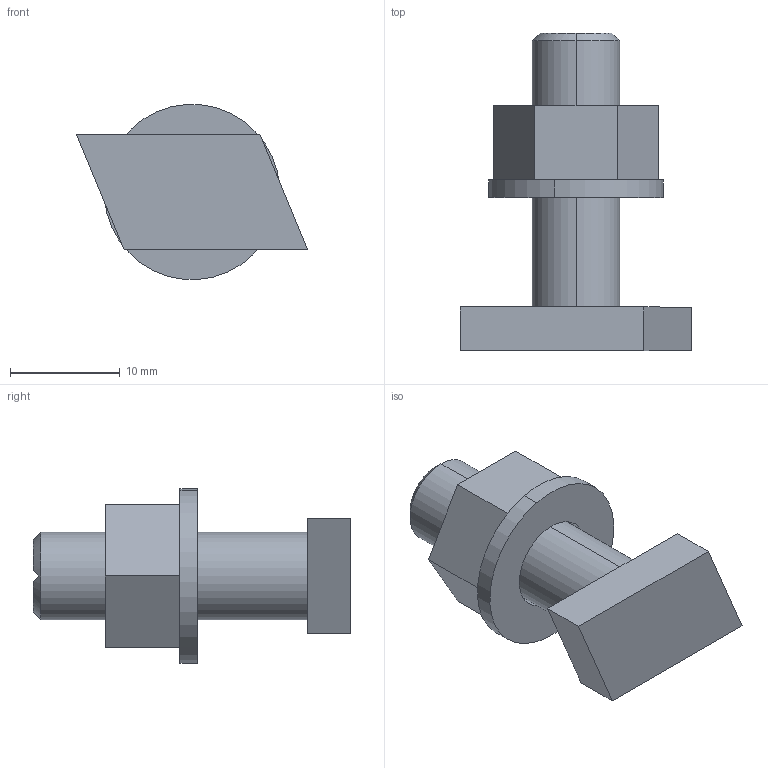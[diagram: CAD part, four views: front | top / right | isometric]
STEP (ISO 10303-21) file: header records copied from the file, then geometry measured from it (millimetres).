
FILE_DESCRIPTION (( 'STEP AP214' ), '1' );
FILE_NAME ('1148016.stp', '2017-04-07T07:17:35', ( '' ), ( '' ), 'SwSTEP 2.0', 'SolidWorks 2016', '' );
FILE_SCHEMA (( 'AUTOMOTIVE_DESIGN' ));
Length unit declared in the file: millimetre
Products named in the file (4): 018945_Washer ISO 7089 - 8; 104183_M8; 1148016; 018944_Hexagon Nut ISO - 4032 - M8 - D - N
Assembly tree (3 placements, depth 2):
  1148016
    104183_M8
    018944_Hexagon Nut ISO - 4032 - M8 - D - N
    018945_Washer ISO 7089 - 8
Bounding box: 21.1 x 29 x 15.96 mm (x, y, z)
Volume: 2934 mm3; surface area: 2282.3 mm2
Topology: 3 solids, 3 shells, 30 faces, 67 edges, 44 vertices
Faces by surface type: plane 20, cylinder 8, cone 2
Entity records: 1001 total; most frequent: CARTESIAN_POINT 159, DIRECTION 155, ORIENTED_EDGE 134, EDGE_CURVE 67, AXIS2_PLACEMENT_3D 56, VERTEX_POINT 44, LINE 43, VECTOR 43
